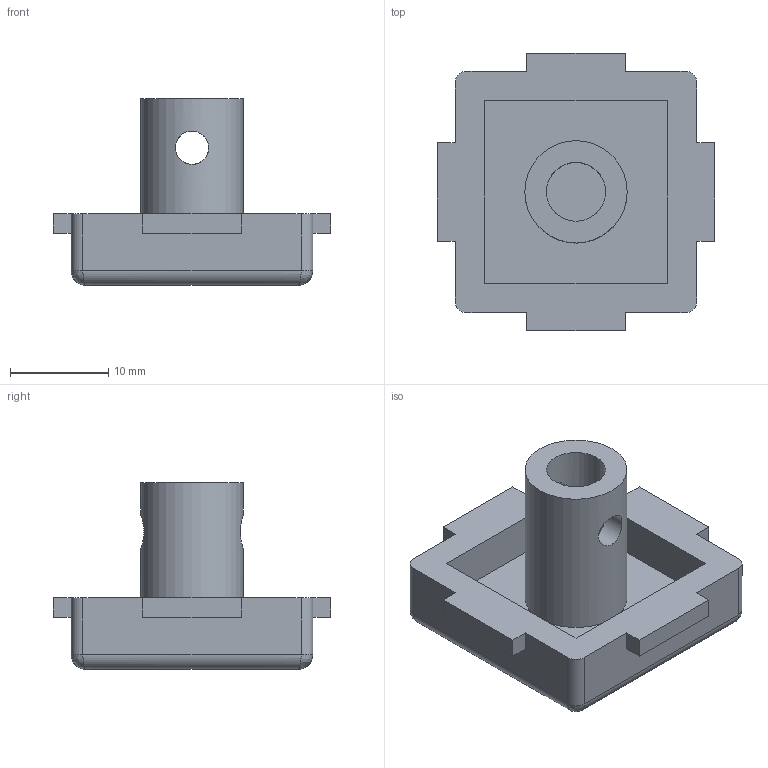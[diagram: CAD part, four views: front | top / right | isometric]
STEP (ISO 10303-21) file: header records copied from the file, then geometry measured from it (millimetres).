
FILE_DESCRIPTION(/* description */ (''),/* implementation_level */ '2;1');
FILE_NAME(/* name */ 'Button.step',/* time_stamp */ '2025-10-30T23:41:24+02:00',/* author */ (''),/* organization */ (''),/* preprocessor_version */ 'ST-DEVELOPER v20.1',/* originating_system */ 'Autodesk Translation Framework v14.17.0.0',/* authorisation */ '');
FILE_SCHEMA (('AUTOMOTIVE_DESIGN { 1 0 10303 214 3 1 1 }'));
Length unit declared in the file: millimetre
Products named in the file (1): 2025-10-30-22-49-45-596
Bounding box: 28.2 x 28.2 x 19 mm (x, y, z)
Volume: 3885.2 mm3; surface area: 3177.1 mm2
Topology: 1 solids, 1 shells, 45 faces, 116 edges, 72 vertices
Faces by surface type: plane 29, cylinder 12, bspline 4
Full cylindrical faces by diameter (mm): 3.4 x2, 6 x1, 10.4 x1
Entity records: 1588 total; most frequent: CARTESIAN_POINT 483, ORIENTED_EDGE 224, DIRECTION 208, EDGE_CURVE 112, LINE 84, VECTOR 84, VERTEX_POINT 72, AXIS2_PLACEMENT_3D 62
